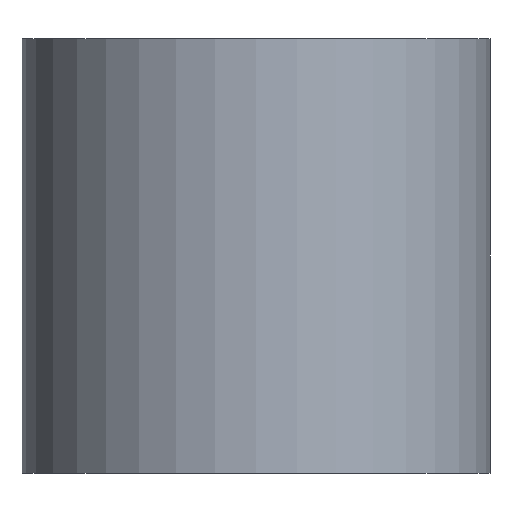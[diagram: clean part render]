
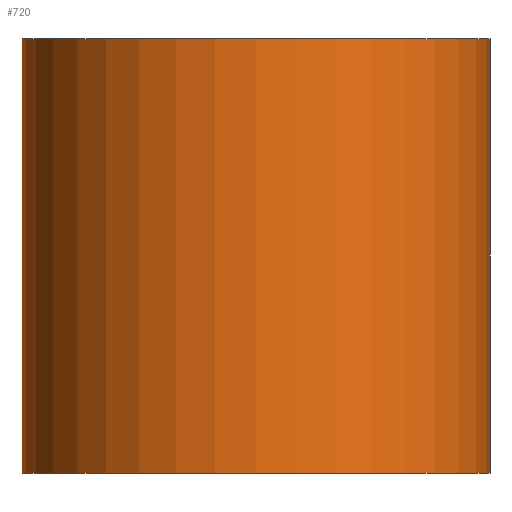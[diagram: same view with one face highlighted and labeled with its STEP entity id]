
A CAD part, front view. The second image highlights one B-rep face of the part: STEP entity #720.
In plain terms, the highlighted cylindrical face has radius 35 mm (diameter 70 mm), a full revolution.
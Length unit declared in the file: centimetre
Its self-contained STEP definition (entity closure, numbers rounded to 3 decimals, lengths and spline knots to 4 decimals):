
#250=VERTEX_POINT('',#1010);
#251=VERTEX_POINT('',#1012);
#316=CIRCLE('',#756,3.5);
#317=CIRCLE('',#757,3.5);
#350=EDGE_CURVE('',#250,#250,#316,.T.);
#351=EDGE_CURVE('',#251,#251,#317,.T.);
#448=ORIENTED_EDGE('',*,*,#350,.T.);
#449=ORIENTED_EDGE('',*,*,#351,.T.);
#644=EDGE_LOOP('',(#448));
#645=EDGE_LOOP('',(#449));
#682=FACE_BOUND('',#644,.T.);
#683=FACE_BOUND('',#645,.T.);
#720=ADVANCED_FACE('',(#682,#683),#1207,.T.);
#755=AXIS2_PLACEMENT_3D('',#1008,#824,#825);
#756=AXIS2_PLACEMENT_3D('',#1009,#826,#827);
#757=AXIS2_PLACEMENT_3D('',#1011,#828,#829);
#824=DIRECTION('',(0.,0.,1.));
#825=DIRECTION('',(3.5,0.,0.));
#826=DIRECTION('',(0.,0.,-1.));
#827=DIRECTION('',(3.5,0.,0.));
#828=DIRECTION('',(0.,0.,1.));
#829=DIRECTION('',(3.5,0.,0.));
#1008=CARTESIAN_POINT('',(0.,0.,0.));
#1009=CARTESIAN_POINT('',(0.,0.,6.5));
#1010=CARTESIAN_POINT('',(3.5,0.,6.5));
#1011=CARTESIAN_POINT('',(0.,0.,0.));
#1012=CARTESIAN_POINT('',(3.5,0.,0.));
#1207=CYLINDRICAL_SURFACE('',#755,3.5);
